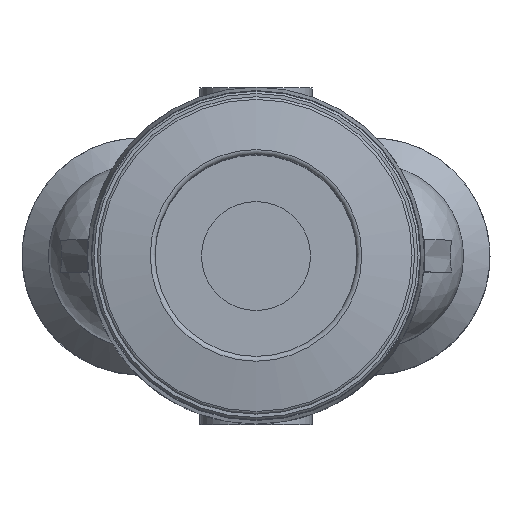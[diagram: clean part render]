
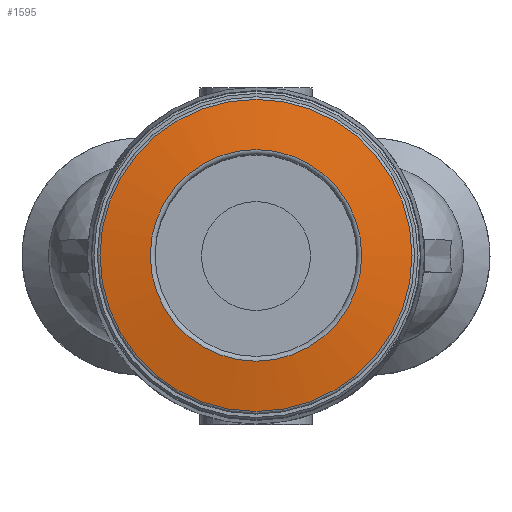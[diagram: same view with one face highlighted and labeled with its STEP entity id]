
A CAD part, top view. The second image highlights one B-rep face of the part: STEP entity #1595.
In plain terms, the highlighted conical face has half-angle 80 degrees and reference radius 9.735 mm.
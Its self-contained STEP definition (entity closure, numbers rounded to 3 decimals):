
#118=CONICAL_SURFACE('',#1742,9.735,1.396);
#348=ORIENTED_EDGE('',*,*,#522,.F.);
#349=ORIENTED_EDGE('',*,*,#521,.T.);
#521=EDGE_CURVE('',#629,#629,#709,.T.);
#522=EDGE_CURVE('',#630,#630,#710,.T.);
#629=VERTEX_POINT('',#2499);
#630=VERTEX_POINT('',#2502);
#709=CIRCLE('',#1741,9.735);
#710=CIRCLE('',#1743,6.6);
#814=EDGE_LOOP('',(#348));
#815=EDGE_LOOP('',(#349));
#942=FACE_BOUND('',#814,.T.);
#943=FACE_BOUND('',#815,.T.);
#1595=ADVANCED_FACE('',(#942,#943),#118,.T.);
#1741=AXIS2_PLACEMENT_3D('',#2498,#2020,#2021);
#1742=AXIS2_PLACEMENT_3D('',#2500,#2022,#2023);
#1743=AXIS2_PLACEMENT_3D('',#2501,#2024,#2025);
#2020=DIRECTION('',(0.,0.,1.));
#2021=DIRECTION('',(1.,0.,0.));
#2022=DIRECTION('',(0.,0.,-1.));
#2023=DIRECTION('',(-1.,0.,0.));
#2024=DIRECTION('',(0.,0.,1.));
#2025=DIRECTION('',(1.,0.,0.));
#2498=CARTESIAN_POINT('',(0.,0.,47.447));
#2499=CARTESIAN_POINT('',(9.735,0.,47.447));
#2500=CARTESIAN_POINT('',(0.,0.,47.447));
#2501=CARTESIAN_POINT('',(0.,0.,48.));
#2502=CARTESIAN_POINT('',(6.6,0.,48.));
